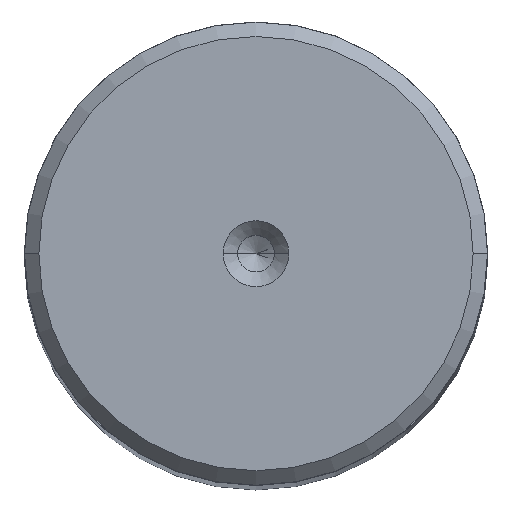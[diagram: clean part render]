
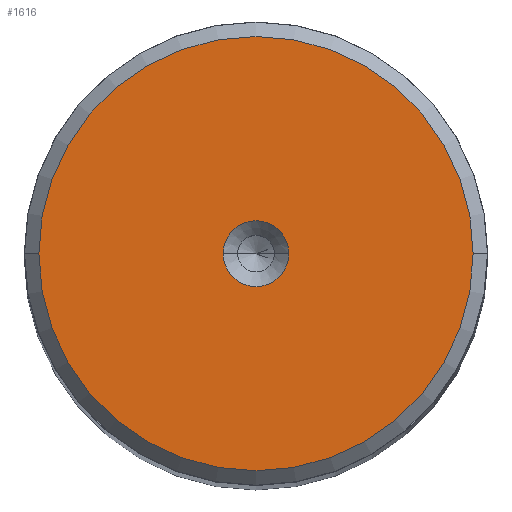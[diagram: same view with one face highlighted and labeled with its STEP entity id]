
A CAD part, top view. The second image highlights one B-rep face of the part: STEP entity #1616.
In plain terms, the highlighted planar face has unit normal (0, 0, 1).
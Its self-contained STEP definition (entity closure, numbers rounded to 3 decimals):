
#13 = VERTEX_POINT ( 'NONE', #850 ) ;
#124 = CARTESIAN_POINT ( 'NONE',  ( 0., 0., 220. ) ) ;
#129 = CIRCLE ( 'NONE', #583, 2.7 ) ;
#176 = EDGE_LOOP ( 'NONE', ( #2903, #2951 ) ) ;
#213 = DIRECTION ( 'NONE',  ( 0., 0., 1. ) ) ;
#319 = FACE_OUTER_BOUND ( 'NONE', #176, .T. ) ;
#386 = VERTEX_POINT ( 'NONE', #2786 ) ;
#444 = DIRECTION ( 'NONE',  ( 0., 0., 1. ) ) ;
#447 = DIRECTION ( 'NONE',  ( 1., 0., 0. ) ) ;
#481 = AXIS2_PLACEMENT_3D ( 'NONE', #2254, #2033, #2974 ) ;
#583 = AXIS2_PLACEMENT_3D ( 'NONE', #1434, #2373, #729 ) ;
#648 = CARTESIAN_POINT ( 'NONE',  ( 0., 0., 220. ) ) ;
#668 = CARTESIAN_POINT ( 'NONE',  ( 17.814, 0., 220. ) ) ;
#729 = DIRECTION ( 'NONE',  ( 1., 0., 0. ) ) ;
#850 = CARTESIAN_POINT ( 'NONE',  ( -2.7, 0., 220. ) ) ;
#868 = AXIS2_PLACEMENT_3D ( 'NONE', #648, #213, #447 ) ;
#900 = CIRCLE ( 'NONE', #481, 17.814 ) ;
#1034 = EDGE_LOOP ( 'NONE', ( #2087, #2206 ) ) ;
#1063 = EDGE_CURVE ( 'NONE', #386, #13, #1131, .T. ) ;
#1124 = CARTESIAN_POINT ( 'NONE',  ( 0., 0., 220. ) ) ;
#1126 = VERTEX_POINT ( 'NONE', #1128 ) ;
#1128 = CARTESIAN_POINT ( 'NONE',  ( -17.814, 0., 220. ) ) ;
#1131 = CIRCLE ( 'NONE', #868, 2.7 ) ;
#1181 = VERTEX_POINT ( 'NONE', #668 ) ;
#1434 = CARTESIAN_POINT ( 'NONE',  ( 0., 0., 220. ) ) ;
#1519 = DIRECTION ( 'NONE',  ( 1., 0., 0. ) ) ;
#1616 = ADVANCED_FACE ( 'NONE', ( #2821, #319 ), #2644, .T. ) ;
#1741 = DIRECTION ( 'NONE',  ( 0., 0., 1. ) ) ;
#1906 = EDGE_CURVE ( 'NONE', #13, #386, #129, .T. ) ;
#1979 = EDGE_CURVE ( 'NONE', #1126, #1181, #2856, .T. ) ;
#2033 = DIRECTION ( 'NONE',  ( 0., 0., 1. ) ) ;
#2039 = DIRECTION ( 'NONE',  ( 1., 0., 0. ) ) ;
#2087 = ORIENTED_EDGE ( 'NONE', *, *, #1063, .F. ) ;
#2206 = ORIENTED_EDGE ( 'NONE', *, *, #1906, .F. ) ;
#2254 = CARTESIAN_POINT ( 'NONE',  ( 0., 0., 220. ) ) ;
#2373 = DIRECTION ( 'NONE',  ( 0., 0., 1. ) ) ;
#2419 = AXIS2_PLACEMENT_3D ( 'NONE', #1124, #444, #2039 ) ;
#2512 = EDGE_CURVE ( 'NONE', #1181, #1126, #900, .T. ) ;
#2644 = PLANE ( 'NONE',  #2930 ) ;
#2786 = CARTESIAN_POINT ( 'NONE',  ( 2.7, 0., 220. ) ) ;
#2821 = FACE_BOUND ( 'NONE', #1034, .T. ) ;
#2856 = CIRCLE ( 'NONE', #2419, 17.814 ) ;
#2903 = ORIENTED_EDGE ( 'NONE', *, *, #1979, .T. ) ;
#2930 = AXIS2_PLACEMENT_3D ( 'NONE', #124, #1741, #1519 ) ;
#2951 = ORIENTED_EDGE ( 'NONE', *, *, #2512, .T. ) ;
#2974 = DIRECTION ( 'NONE',  ( 1., 0., 0. ) ) ;
